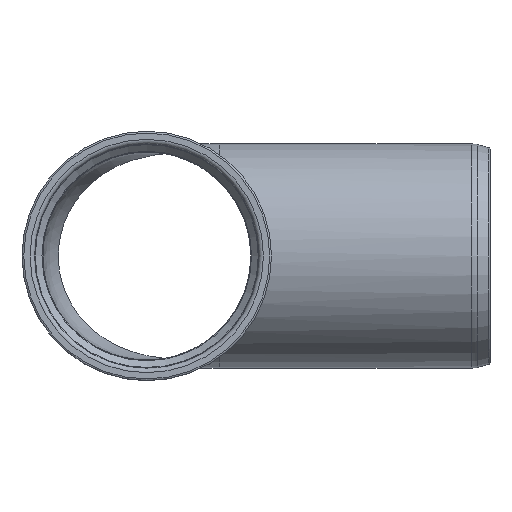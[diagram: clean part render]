
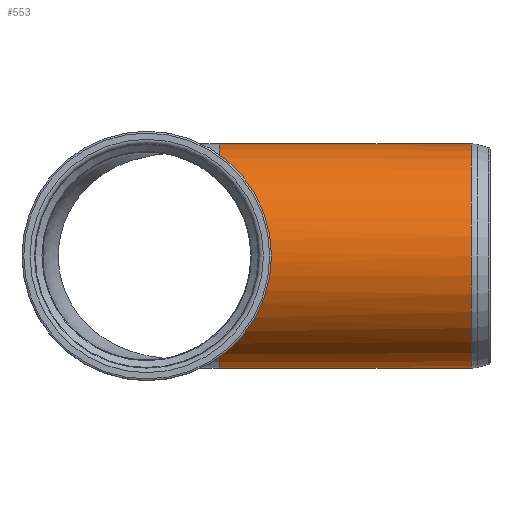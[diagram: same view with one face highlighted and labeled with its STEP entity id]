
A CAD part, left-side view. The second image highlights one B-rep face of the part: STEP entity #553.
In plain terms, the highlighted cylindrical face has radius 25 mm (diameter 50 mm), a full revolution.
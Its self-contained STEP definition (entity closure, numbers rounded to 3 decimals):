
#36=ELLIPSE('',#616,36.069,25.);
#37=ELLIPSE('',#619,36.069,25.);
#41=CYLINDRICAL_SURFACE('',#615,25.);
#63=FACE_BOUND('',#159,.T.);
#104=FACE_OUTER_BOUND('',#158,.T.);
#158=EDGE_LOOP('',(#419,#420,#421,#422,#423,#424));
#159=EDGE_LOOP('',(#425));
#244=CIRCLE('',#614,25.);
#245=CIRCLE('',#617,25.);
#246=CIRCLE('',#618,25.);
#247=CIRCLE('',#620,25.);
#248=CIRCLE('',#621,25.);
#296=VERTEX_POINT('',#919);
#297=VERTEX_POINT('',#922);
#298=VERTEX_POINT('',#923);
#299=VERTEX_POINT('',#925);
#300=VERTEX_POINT('',#927);
#301=VERTEX_POINT('',#929);
#302=VERTEX_POINT('',#931);
#350=EDGE_CURVE('',#296,#296,#244,.T.);
#351=EDGE_CURVE('',#297,#298,#36,.T.);
#352=EDGE_CURVE('',#297,#299,#245,.T.);
#353=EDGE_CURVE('',#299,#300,#246,.T.);
#354=EDGE_CURVE('',#301,#300,#37,.T.);
#355=EDGE_CURVE('',#301,#302,#247,.T.);
#356=EDGE_CURVE('',#302,#298,#248,.T.);
#419=ORIENTED_EDGE('',*,*,#351,.F.);
#420=ORIENTED_EDGE('',*,*,#352,.T.);
#421=ORIENTED_EDGE('',*,*,#353,.T.);
#422=ORIENTED_EDGE('',*,*,#354,.F.);
#423=ORIENTED_EDGE('',*,*,#355,.T.);
#424=ORIENTED_EDGE('',*,*,#356,.T.);
#425=ORIENTED_EDGE('',*,*,#350,.F.);
#553=ADVANCED_FACE('',(#104,#63),#41,.T.);
#614=AXIS2_PLACEMENT_3D('',#920,#730,#731);
#615=AXIS2_PLACEMENT_3D('',#921,#732,#733);
#616=AXIS2_PLACEMENT_3D('',#924,#734,#735);
#617=AXIS2_PLACEMENT_3D('',#926,#736,#737);
#618=AXIS2_PLACEMENT_3D('',#928,#738,#739);
#619=AXIS2_PLACEMENT_3D('',#930,#740,#741);
#620=AXIS2_PLACEMENT_3D('',#932,#742,#743);
#621=AXIS2_PLACEMENT_3D('',#933,#744,#745);
#730=DIRECTION('center_axis',(0.,-1.,0.));
#731=DIRECTION('ref_axis',(-1.,0.,0.));
#732=DIRECTION('center_axis',(0.,-1.,0.));
#733=DIRECTION('ref_axis',(0.,0.,-1.));
#734=DIRECTION('center_axis',(-0.721,0.693,0.));
#735=DIRECTION('ref_axis',(-0.693,-0.721,0.));
#736=DIRECTION('center_axis',(0.,-1.,0.));
#737=DIRECTION('ref_axis',(0.,0.,-1.));
#738=DIRECTION('center_axis',(0.,-1.,0.));
#739=DIRECTION('ref_axis',(0.,0.,-1.));
#740=DIRECTION('center_axis',(0.721,0.693,0.));
#741=DIRECTION('ref_axis',(0.693,-0.721,0.));
#742=DIRECTION('center_axis',(0.,-1.,0.));
#743=DIRECTION('ref_axis',(0.,0.,-1.));
#744=DIRECTION('center_axis',(0.,-1.,0.));
#745=DIRECTION('ref_axis',(0.,0.,-1.));
#919=CARTESIAN_POINT('',(25.,4.158,0.));
#920=CARTESIAN_POINT('Origin',(0.,4.158,0.));
#921=CARTESIAN_POINT('Origin',(0.,60.3,0.));
#922=CARTESIAN_POINT('',(-15.577,60.3,-19.554));
#923=CARTESIAN_POINT('',(-15.577,60.3,19.554));
#924=CARTESIAN_POINT('Origin',(0.,76.5,0.));
#925=CARTESIAN_POINT('',(0.,60.3,-25.));
#926=CARTESIAN_POINT('Origin',(0.,60.3,0.));
#927=CARTESIAN_POINT('',(15.577,60.3,-19.554));
#928=CARTESIAN_POINT('Origin',(0.,60.3,0.));
#929=CARTESIAN_POINT('',(15.577,60.3,19.554));
#930=CARTESIAN_POINT('Origin',(0.,76.5,0.));
#931=CARTESIAN_POINT('',(0.,60.3,25.));
#932=CARTESIAN_POINT('Origin',(0.,60.3,0.));
#933=CARTESIAN_POINT('Origin',(0.,60.3,0.));
